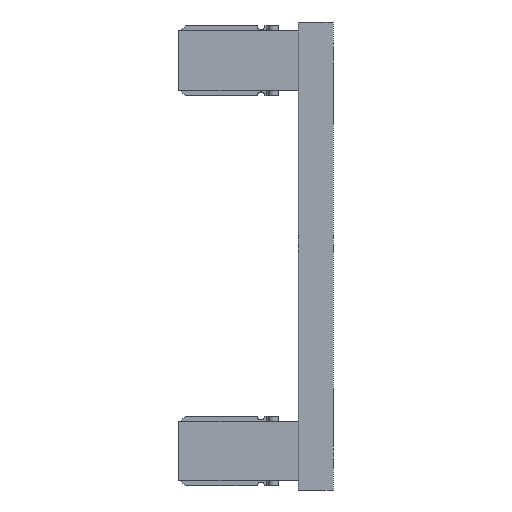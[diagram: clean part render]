
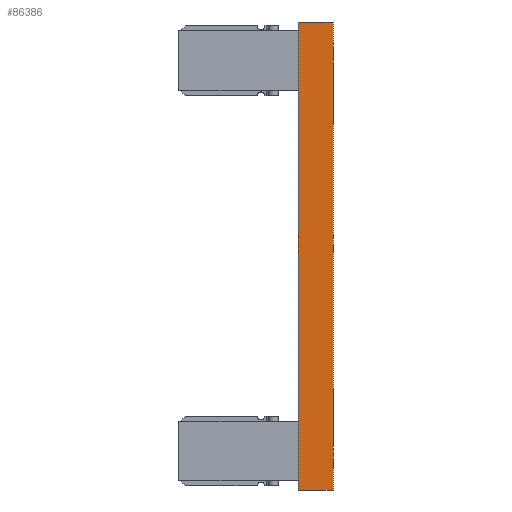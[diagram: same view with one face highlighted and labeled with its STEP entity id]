
A CAD part, left-side view. The second image highlights one B-rep face of the part: STEP entity #86386.
In plain terms, the highlighted planar face has unit normal (-1, 0, 0).
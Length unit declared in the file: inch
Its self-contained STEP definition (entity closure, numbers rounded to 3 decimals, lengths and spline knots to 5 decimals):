
#1802 = VERTEX_POINT ( 'NONE', #94093 ) ;
#3307 = ORIENTED_EDGE ( 'NONE', *, *, #125930, .T. ) ;
#6083 = VERTEX_POINT ( 'NONE', #85404 ) ;
#7403 = FACE_OUTER_BOUND ( 'NONE', #76255, .T. ) ;
#8626 = EDGE_CURVE ( 'NONE', #1802, #74395, #42859, .T. ) ;
#29594 = ORIENTED_EDGE ( 'NONE', *, *, #104500, .F. ) ;
#30173 = VERTEX_POINT ( 'NONE', #109155 ) ;
#32369 = VECTOR ( 'NONE', #115891, 39.37008 ) ;
#33628 = EDGE_CURVE ( 'NONE', #6083, #30173, #125565, .T. ) ;
#35678 = DIRECTION ( 'NONE',  ( 1., 0., 0. ) ) ;
#38713 = LINE ( 'NONE', #66380, #91570 ) ;
#39425 = CARTESIAN_POINT ( 'NONE',  ( -6.375, 0.875, 5.875 ) ) ;
#41598 = CARTESIAN_POINT ( 'NONE',  ( -6.375, 0., -5.875 ) ) ;
#42859 = LINE ( 'NONE', #41598, #114669 ) ;
#46574 = ORIENTED_EDGE ( 'NONE', *, *, #33628, .F. ) ;
#47131 = DIRECTION ( 'NONE',  ( 0., -1., 0. ) ) ;
#56590 = AXIS2_PLACEMENT_3D ( 'NONE', #84552, #35678, #74900 ) ;
#66380 = CARTESIAN_POINT ( 'NONE',  ( -6.375, 0.875, -5.875 ) ) ;
#70902 = CARTESIAN_POINT ( 'NONE',  ( -6.375, 0., 5.875 ) ) ;
#72651 = VECTOR ( 'NONE', #78679, 39.37008 ) ;
#74395 = VERTEX_POINT ( 'NONE', #70902 ) ;
#74900 = DIRECTION ( 'NONE',  ( 0., 0., -1. ) ) ;
#76255 = EDGE_LOOP ( 'NONE', ( #99067, #29594, #46574, #3307 ) ) ;
#78679 = DIRECTION ( 'NONE',  ( 0., -1., 0. ) ) ;
#82154 = DIRECTION ( 'NONE',  ( 0., 0., 1. ) ) ;
#84552 = CARTESIAN_POINT ( 'NONE',  ( -6.375, 0.875, -5.875 ) ) ;
#85404 = CARTESIAN_POINT ( 'NONE',  ( -6.375, 0.875, -5.875 ) ) ;
#86386 = ADVANCED_FACE ( 'NONE', ( #7403 ), #125005, .F. ) ;
#86983 = CARTESIAN_POINT ( 'NONE',  ( -6.375, 0.875, -5.875 ) ) ;
#91570 = VECTOR ( 'NONE', #47131, 39.37008 ) ;
#94093 = CARTESIAN_POINT ( 'NONE',  ( -6.375, 0., -5.875 ) ) ;
#96612 = LINE ( 'NONE', #39425, #72651 ) ;
#99067 = ORIENTED_EDGE ( 'NONE', *, *, #8626, .T. ) ;
#104500 = EDGE_CURVE ( 'NONE', #30173, #74395, #96612, .T. ) ;
#109155 = CARTESIAN_POINT ( 'NONE',  ( -6.375, 0.875, 5.875 ) ) ;
#114669 = VECTOR ( 'NONE', #82154, 39.37008 ) ;
#115891 = DIRECTION ( 'NONE',  ( 0., 0., 1. ) ) ;
#125005 = PLANE ( 'NONE',  #56590 ) ;
#125565 = LINE ( 'NONE', #86983, #32369 ) ;
#125930 = EDGE_CURVE ( 'NONE', #6083, #1802, #38713, .T. ) ;
